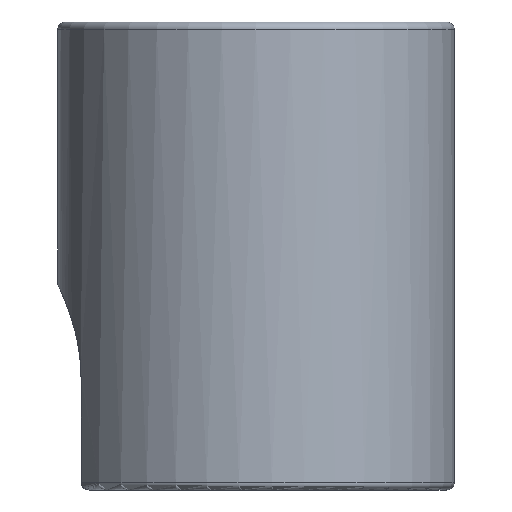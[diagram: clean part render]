
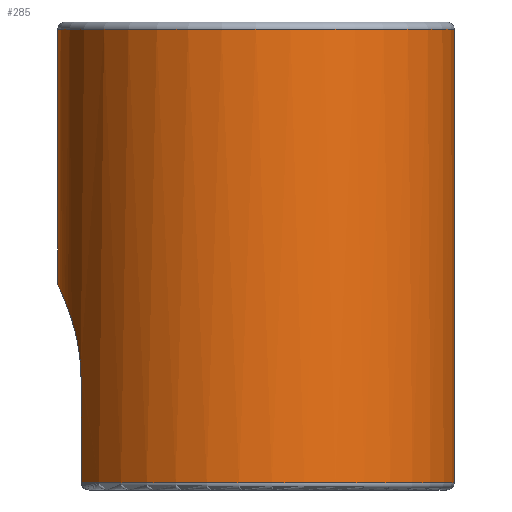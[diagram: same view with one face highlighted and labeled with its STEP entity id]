
A CAD part, front view. The second image highlights one B-rep face of the part: STEP entity #285.
In plain terms, the highlighted cylindrical face has radius 5.3 mm (diameter 10.6 mm), a partial arc.
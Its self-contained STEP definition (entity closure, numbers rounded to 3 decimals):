
#3 = CARTESIAN_POINT ( 'NONE',  ( -5.239, -0.815, 5.369 ) ) ;
#10 = EDGE_CURVE ( 'NONE', #52, #139, #391, .T. ) ;
#23 = CARTESIAN_POINT ( 'NONE',  ( -5.183, -1.118, 5.242 ) ) ;
#27 = CARTESIAN_POINT ( 'NONE',  ( -5.15, -1.261, 5.165 ) ) ;
#35 = CARTESIAN_POINT ( 'NONE',  ( -5.076, -1.53, 4.984 ) ) ;
#50 = CARTESIAN_POINT ( 'NONE',  ( -5.3, 0., 5.5 ) ) ;
#51 = CARTESIAN_POINT ( 'NONE',  ( -4.673, -2.5, 0.2 ) ) ;
#52 = VERTEX_POINT ( 'NONE', #50 ) ;
#54 = CARTESIAN_POINT ( 'NONE',  ( 5.3, 0., 0.2 ) ) ;
#63 = CIRCLE ( 'NONE', #122, 5.3 ) ;
#88 = VERTEX_POINT ( 'NONE', #51 ) ;
#96 = CARTESIAN_POINT ( 'NONE',  ( -5.292, -0.334, 5.483 ) ) ;
#104 = ORIENTED_EDGE ( 'NONE', *, *, #327, .T. ) ;
#111 = VERTEX_POINT ( 'NONE', #54 ) ;
#114 = LINE ( 'NONE', #410, #231 ) ;
#115 = CARTESIAN_POINT ( 'NONE',  ( -5.3, 0., 5.5 ) ) ;
#118 = CARTESIAN_POINT ( 'NONE',  ( -4.673, -2.5, 3. ) ) ;
#122 = AXIS2_PLACEMENT_3D ( 'NONE', #150, #154, #156 ) ;
#125 = CARTESIAN_POINT ( 'NONE',  ( -5.3, -0.166, 5.5 ) ) ;
#139 = VERTEX_POINT ( 'NONE', #118 ) ;
#140 = CARTESIAN_POINT ( 'NONE',  ( -5.036, -1.656, 4.88 ) ) ;
#143 = CARTESIAN_POINT ( 'NONE',  ( -4.956, -1.883, 4.652 ) ) ;
#145 = CARTESIAN_POINT ( 'NONE',  ( -4.915, -1.985, 4.529 ) ) ;
#149 = CARTESIAN_POINT ( 'NONE',  ( -4.838, -2.166, 4.259 ) ) ;
#150 = CARTESIAN_POINT ( 'NONE',  ( 0., 0., 0.2 ) ) ;
#154 = DIRECTION ( 'NONE',  ( 0., 0., 1. ) ) ;
#156 = DIRECTION ( 'NONE',  ( 1., 0., 0. ) ) ;
#157 = CARTESIAN_POINT ( 'NONE',  ( -4.802, -2.243, 4.116 ) ) ;
#172 = FACE_OUTER_BOUND ( 'NONE', #456, .T. ) ;
#181 = EDGE_CURVE ( 'NONE', #88, #111, #63, .T. ) ;
#183 = DIRECTION ( 'NONE',  ( 0., 0., -1. ) ) ;
#184 = ORIENTED_EDGE ( 'NONE', *, *, #475, .T. ) ;
#185 = CYLINDRICAL_SURFACE ( 'NONE', #334, 5.3 ) ;
#199 = LINE ( 'NONE', #376, #208 ) ;
#208 = VECTOR ( 'NONE', #370, 1000. ) ;
#221 = VECTOR ( 'NONE', #183, 1000. ) ;
#229 = AXIS2_PLACEMENT_3D ( 'NONE', #485, #330, #241 ) ;
#231 = VECTOR ( 'NONE', #365, 1000. ) ;
#241 = DIRECTION ( 'NONE',  ( 1., 0., 0. ) ) ;
#285 = ADVANCED_FACE ( 'NONE', ( #172 ), #185, .T. ) ;
#314 = ORIENTED_EDGE ( 'NONE', *, *, #181, .T. ) ;
#327 = EDGE_CURVE ( 'NONE', #139, #88, #199, .T. ) ;
#330 = DIRECTION ( 'NONE',  ( 0., 0., -1. ) ) ;
#334 = AXIS2_PLACEMENT_3D ( 'NONE', #464, #463, #476 ) ;
#344 = EDGE_CURVE ( 'NONE', #348, #111, #114, .T. ) ;
#348 = VERTEX_POINT ( 'NONE', #372 ) ;
#352 = CIRCLE ( 'NONE', #229, 5.3 ) ;
#365 = DIRECTION ( 'NONE',  ( 0., 0., -1. ) ) ;
#370 = DIRECTION ( 'NONE',  ( 0., 0., -1. ) ) ;
#372 = CARTESIAN_POINT ( 'NONE',  ( 5.3, 0., 12.3 ) ) ;
#376 = CARTESIAN_POINT ( 'NONE',  ( -4.673, -2.5, 12.5 ) ) ;
#387 = VERTEX_POINT ( 'NONE', #426 ) ;
#391 = B_SPLINE_CURVE_WITH_KNOTS ( 'NONE', 3,
 ( #115, #125, #96, #469, #3, #23, #27, #35, #140, #143, #145, #149, #157, #419, #417, #415 ),
 .UNSPECIFIED., .F., .F.,
 ( 4, 2, 2, 2, 2, 2, 2, 4 ),
 ( 0.004, 0.004, 0.005, 0.005, 0.006, 0.006, 0.007, 0.008 ),
 .UNSPECIFIED. ) ;
#401 = ORIENTED_EDGE ( 'NONE', *, *, #344, .F. ) ;
#410 = CARTESIAN_POINT ( 'NONE',  ( 5.3, 0., 12.5 ) ) ;
#415 = CARTESIAN_POINT ( 'NONE',  ( -4.673, -2.5, 3. ) ) ;
#417 = CARTESIAN_POINT ( 'NONE',  ( -4.673, -2.5, 3.336 ) ) ;
#419 = CARTESIAN_POINT ( 'NONE',  ( -4.712, -2.431, 3.667 ) ) ;
#426 = CARTESIAN_POINT ( 'NONE',  ( -5.3, 0., 12.3 ) ) ;
#445 = CARTESIAN_POINT ( 'NONE',  ( -5.3, 0., 12.5 ) ) ;
#449 = ORIENTED_EDGE ( 'NONE', *, *, #462, .T. ) ;
#456 = EDGE_LOOP ( 'NONE', ( #401, #184, #449, #484, #104, #314 ) ) ;
#462 = EDGE_CURVE ( 'NONE', #387, #52, #493, .T. ) ;
#463 = DIRECTION ( 'NONE',  ( 0., 0., -1. ) ) ;
#464 = CARTESIAN_POINT ( 'NONE',  ( 0., 0., 12.5 ) ) ;
#469 = CARTESIAN_POINT ( 'NONE',  ( -5.262, -0.657, 5.418 ) ) ;
#475 = EDGE_CURVE ( 'NONE', #348, #387, #352, .T. ) ;
#476 = DIRECTION ( 'NONE',  ( -1., 0., 0. ) ) ;
#484 = ORIENTED_EDGE ( 'NONE', *, *, #10, .T. ) ;
#485 = CARTESIAN_POINT ( 'NONE',  ( 0., 0., 12.3 ) ) ;
#493 = LINE ( 'NONE', #445, #221 ) ;
